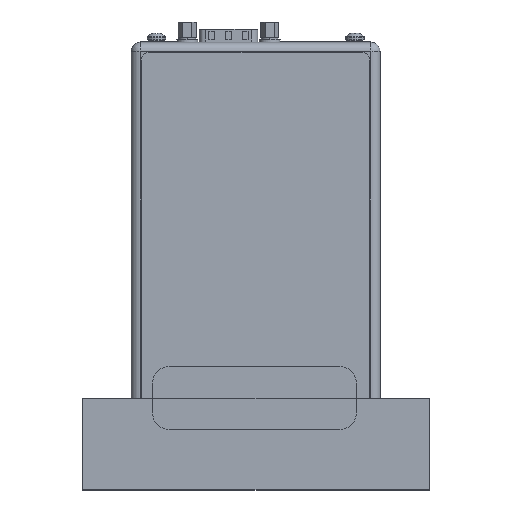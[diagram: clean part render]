
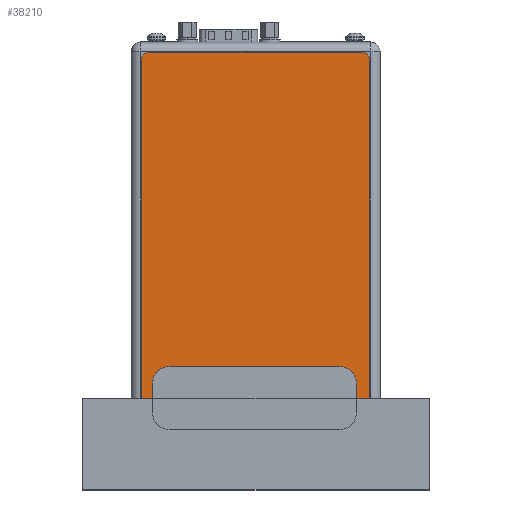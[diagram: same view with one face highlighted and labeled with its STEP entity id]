
A CAD part, top view. The second image highlights one B-rep face of the part: STEP entity #38210.
In plain terms, the highlighted planar face has unit normal (0, 0, 1).
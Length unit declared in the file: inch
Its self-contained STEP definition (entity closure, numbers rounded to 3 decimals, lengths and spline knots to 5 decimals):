
#38043=CARTESIAN_POINT('',(2.63,4.04,0.004));
#38044=DIRECTION('',(0.,0.,1.));
#38045=DIRECTION('',(1.,0.,0.));
#38046=AXIS2_PLACEMENT_3D('',#38043,#38044,#38045);
#38048=DIRECTION('',(0.,1.,0.));
#38049=VECTOR('',#38048,4.04);
#38050=CARTESIAN_POINT('',(2.73,0.,0.004));
#38051=LINE('',#38050,#38049);
#38052=DIRECTION('',(1.,0.,0.));
#38053=VECTOR('',#38052,2.73);
#38054=CARTESIAN_POINT('',(0.,0.,0.004));
#38055=LINE('',#38054,#38053);
#38056=DIRECTION('',(0.,-1.,0.));
#38057=VECTOR('',#38056,4.04);
#38058=CARTESIAN_POINT('',(0.,4.04,0.004));
#38059=LINE('',#38058,#38057);
#38060=CARTESIAN_POINT('',(0.1,4.04,0.004));
#38061=DIRECTION('',(0.,0.,1.));
#38062=DIRECTION('',(0.,1.,0.));
#38063=AXIS2_PLACEMENT_3D('',#38060,#38061,#38062);
#38065=DIRECTION('',(-1.,0.,0.));
#38066=VECTOR('',#38065,2.53);
#38067=CARTESIAN_POINT('',(2.63,4.14,0.004));
#38068=LINE('',#38067,#38066);
#38073=CARTESIAN_POINT('',(0.,0.,0.004));
#38074=CARTESIAN_POINT('',(2.73,0.,0.004));
#38075=VERTEX_POINT('',#38073);
#38076=VERTEX_POINT('',#38074);
#38081=CARTESIAN_POINT('',(2.73,4.04,0.004));
#38082=VERTEX_POINT('',#38081);
#38083=CARTESIAN_POINT('',(2.63,4.14,0.004));
#38084=VERTEX_POINT('',#38083);
#38089=CARTESIAN_POINT('',(0.1,4.14,0.004));
#38090=VERTEX_POINT('',#38089);
#38091=CARTESIAN_POINT('',(0.,4.04,0.004));
#38092=VERTEX_POINT('',#38091);
#38197=CARTESIAN_POINT('',(0.,0.,0.004));
#38198=DIRECTION('',(0.,0.,1.));
#38199=DIRECTION('',(1.,0.,0.));
#38200=AXIS2_PLACEMENT_3D('',#38197,#38198,#38199);
#38201=PLANE('',#38200);
#38202=ORIENTED_EDGE('',*,*,#38121,.F.);
#38203=ORIENTED_EDGE('',*,*,#38137,.F.);
#38204=ORIENTED_EDGE('',*,*,#38150,.F.);
#38205=ORIENTED_EDGE('',*,*,#38163,.F.);
#38206=ORIENTED_EDGE('',*,*,#38178,.F.);
#38207=ORIENTED_EDGE('',*,*,#38190,.F.);
#38208=EDGE_LOOP('',(#38202,#38203,#38204,#38205,#38206,#38207));
#38209=FACE_OUTER_BOUND('',#38208,.F.);
#38210=ADVANCED_FACE('',(#38209),#38201,.T.);
#38047=CIRCLE('',#38046,0.1);
#38064=CIRCLE('',#38063,0.1);
#38121=EDGE_CURVE('',#38082,#38084,#38047,.T.);
#38137=EDGE_CURVE('',#38076,#38082,#38051,.T.);
#38150=EDGE_CURVE('',#38075,#38076,#38055,.T.);
#38163=EDGE_CURVE('',#38092,#38075,#38059,.T.);
#38178=EDGE_CURVE('',#38090,#38092,#38064,.T.);
#38190=EDGE_CURVE('',#38084,#38090,#38068,.T.);
